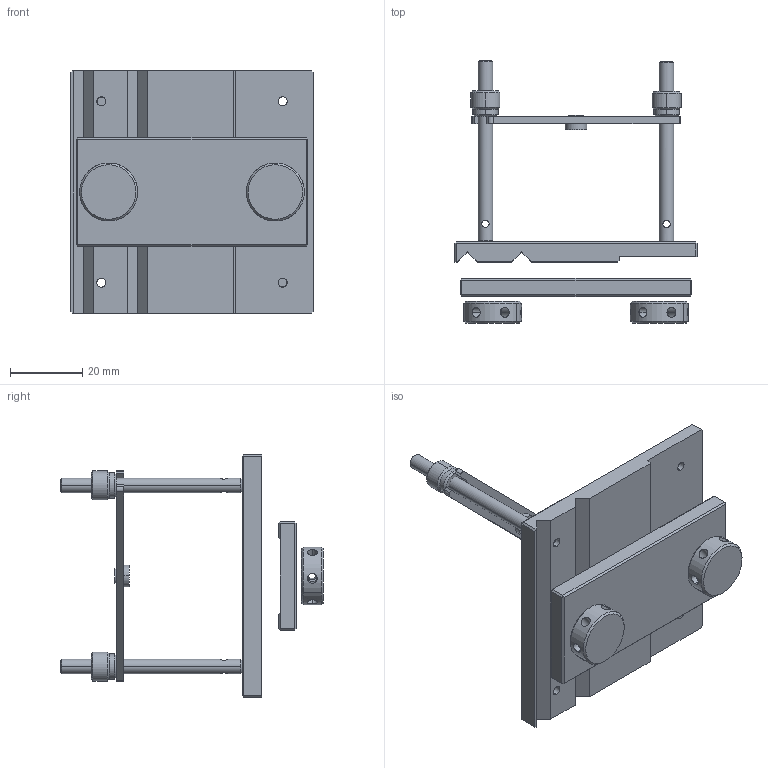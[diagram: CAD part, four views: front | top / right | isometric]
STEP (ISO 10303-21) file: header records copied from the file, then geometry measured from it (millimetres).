
FILE_DESCRIPTION (( 'STEP AP203' ), '1' );
FILE_NAME ('GCT-066203 俋倰芞.STEP', '2017-01-19T01:30:07', ( 'Lxtx999.CoM' ), ( 'Lxtx999.CoM' ), 'SwSTEP 2.0', 'SolidWorks 2012', '' );
FILE_SCHEMA (( 'CONFIG_CONTROL_DESIGN' ));
Length unit declared in the file: centimetre
Products named in the file (1): GCT-066203 俋倰芞
Bounding box: 67 x 72.4 x 67 mm (x, y, z)
Surface area: 20377.9 mm2 (no closed solid volume)
Topology: 0 solids, 15 shells, 203 faces, 483 edges, 302 vertices
Faces by surface type: plane 87, cylinder 68, cone 48
Entity records: 6540 total; most frequent: CARTESIAN_POINT 1685, DIRECTION 1039, ORIENTED_EDGE 902, EDGE_CURVE 483, AXIS2_PLACEMENT_3D 384, VERTEX_POINT 302, LINE 271, VECTOR 271
